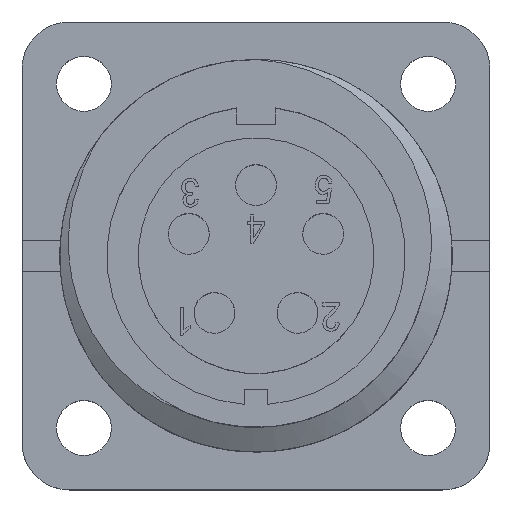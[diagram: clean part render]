
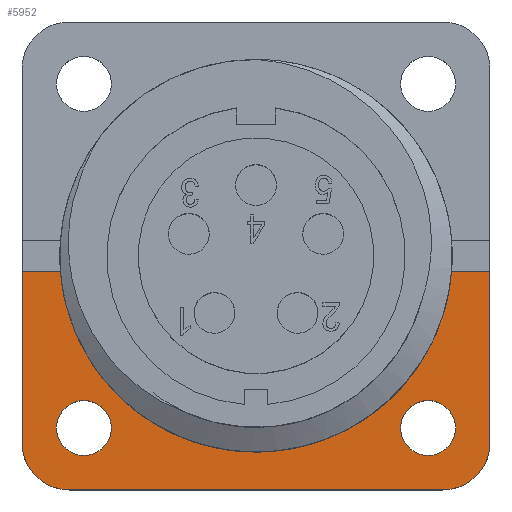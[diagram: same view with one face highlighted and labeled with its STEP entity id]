
A CAD part, top view. The second image highlights one B-rep face of the part: STEP entity #5952.
In plain terms, the highlighted planar face has unit normal (0, 0, 1).
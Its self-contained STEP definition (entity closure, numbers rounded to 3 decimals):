
#74 = LINE ( 'NONE', #6579, #6517 ) ;
#120 = CARTESIAN_POINT ( 'NONE',  ( 14.9, 11.9, 12.8 ) ) ;
#199 = CARTESIAN_POINT ( 'NONE',  ( 10.96, 10.96, 12.8 ) ) ;
#211 = AXIS2_PLACEMENT_3D ( 'NONE', #2321, #4589, #4084 ) ;
#289 = CARTESIAN_POINT ( 'NONE',  ( 12.71, 10.96, 12.8 ) ) ;
#303 = CARTESIAN_POINT ( 'NONE',  ( -10.96, 12.71, 12.8 ) ) ;
#320 = CARTESIAN_POINT ( 'NONE',  ( -14.9, 1., 12.8 ) ) ;
#323 = ORIENTED_EDGE ( 'NONE', *, *, #2020, .F. ) ;
#412 = AXIS2_PLACEMENT_3D ( 'NONE', #1165, #577, #2962 ) ;
#577 = DIRECTION ( 'NONE',  ( 0., 0., -1. ) ) ;
#578 = VECTOR ( 'NONE', #6493, 1000. ) ;
#647 = CARTESIAN_POINT ( 'NONE',  ( 0., 0., 12.8 ) ) ;
#666 = CARTESIAN_POINT ( 'NONE',  ( 14.9, 0., 12.8 ) ) ;
#715 = CARTESIAN_POINT ( 'NONE',  ( 12.46, 1., 12.8 ) ) ;
#863 = DIRECTION ( 'NONE',  ( -1., 0., 0. ) ) ;
#915 = EDGE_CURVE ( 'NONE', #2357, #6743, #7442, .T. ) ;
#996 = EDGE_LOOP ( 'NONE', ( #3394, #2430, #1312, #1733, #4908, #5636, #4496, #4310, #3652 ) ) ;
#1009 = EDGE_CURVE ( 'NONE', #7315, #4666, #6942, .T. ) ;
#1077 = VERTEX_POINT ( 'NONE', #715 ) ;
#1165 = CARTESIAN_POINT ( 'NONE',  ( 0., 0., 12.8 ) ) ;
#1308 = EDGE_CURVE ( 'NONE', #4666, #4243, #3869, .T. ) ;
#1312 = ORIENTED_EDGE ( 'NONE', *, *, #2405, .T. ) ;
#1343 = VECTOR ( 'NONE', #1401, 1000. ) ;
#1401 = DIRECTION ( 'NONE',  ( 0., -1., 0. ) ) ;
#1528 = VECTOR ( 'NONE', #7467, 1000. ) ;
#1583 = CARTESIAN_POINT ( 'NONE',  ( 14.9, 1., 12.8 ) ) ;
#1673 = VECTOR ( 'NONE', #5019, 1000. ) ;
#1708 = EDGE_CURVE ( 'NONE', #7315, #6535, #74, .T. ) ;
#1733 = ORIENTED_EDGE ( 'NONE', *, *, #915, .F. ) ;
#1787 = VERTEX_POINT ( 'NONE', #2594 ) ;
#2020 = EDGE_CURVE ( 'NONE', #6625, #4483, #3969, .T. ) ;
#2064 = DIRECTION ( 'NONE',  ( -1., 0., 0. ) ) ;
#2075 = DIRECTION ( 'NONE',  ( 0., 0., 1. ) ) ;
#2104 = DIRECTION ( 'NONE',  ( 0., 0., 1. ) ) ;
#2321 = CARTESIAN_POINT ( 'NONE',  ( 11.9, 11.9, 12.8 ) ) ;
#2357 = VERTEX_POINT ( 'NONE', #2576 ) ;
#2405 = EDGE_CURVE ( 'NONE', #5102, #6743, #3858, .T. ) ;
#2430 = ORIENTED_EDGE ( 'NONE', *, *, #7595, .T. ) ;
#2442 = EDGE_CURVE ( 'NONE', #3112, #7615, #7330, .T. ) ;
#2576 = CARTESIAN_POINT ( 'NONE',  ( -12.46, 1., 12.8 ) ) ;
#2594 = CARTESIAN_POINT ( 'NONE',  ( 12.077, 3.225, 12.8 ) ) ;
#2634 = LINE ( 'NONE', #3382, #1673 ) ;
#2718 = CARTESIAN_POINT ( 'NONE',  ( -11.9, 11.9, 12.8 ) ) ;
#2962 = DIRECTION ( 'NONE',  ( -1., 0., 0. ) ) ;
#3112 = VERTEX_POINT ( 'NONE', #7345 ) ;
#3125 = PLANE ( 'NONE',  #4672 ) ;
#3151 = CIRCLE ( 'NONE', #7142, 1.75 ) ;
#3247 = CARTESIAN_POINT ( 'NONE',  ( 10.96, 10.96, 12.8 ) ) ;
#3289 = CARTESIAN_POINT ( 'NONE',  ( 14.9, 14.9, 12.8 ) ) ;
#3304 = CARTESIAN_POINT ( 'NONE',  ( 14.9, 1., 12.8 ) ) ;
#3329 = EDGE_CURVE ( 'NONE', #7615, #3112, #4299, .T. ) ;
#3382 = CARTESIAN_POINT ( 'NONE',  ( 14.9, 1., 12.8 ) ) ;
#3394 = ORIENTED_EDGE ( 'NONE', *, *, #1308, .T. ) ;
#3533 = DIRECTION ( 'NONE',  ( 0., -1., 0. ) ) ;
#3630 = FACE_BOUND ( 'NONE', #4429, .T. ) ;
#3652 = ORIENTED_EDGE ( 'NONE', *, *, #1009, .T. ) ;
#3858 = LINE ( 'NONE', #4998, #1343 ) ;
#3869 = LINE ( 'NONE', #3289, #1528 ) ;
#3922 = EDGE_CURVE ( 'NONE', #2357, #1787, #4611, .T. ) ;
#3969 = CIRCLE ( 'NONE', #5342, 1.75 ) ;
#3998 = DIRECTION ( 'NONE',  ( 0., 0., 1. ) ) ;
#4084 = DIRECTION ( 'NONE',  ( -1., 0., 0. ) ) ;
#4117 = ORIENTED_EDGE ( 'NONE', *, *, #2442, .F. ) ;
#4178 = CIRCLE ( 'NONE', #6658, 3. ) ;
#4226 = FACE_OUTER_BOUND ( 'NONE', #996, .T. ) ;
#4243 = VERTEX_POINT ( 'NONE', #7010 ) ;
#4299 = CIRCLE ( 'NONE', #7551, 1.75 ) ;
#4310 = ORIENTED_EDGE ( 'NONE', *, *, #1708, .F. ) ;
#4370 = EDGE_LOOP ( 'NONE', ( #5682, #323 ) ) ;
#4371 = DIRECTION ( 'NONE',  ( 0., 0., 1. ) ) ;
#4429 = EDGE_LOOP ( 'NONE', ( #7715, #4117 ) ) ;
#4483 = VERTEX_POINT ( 'NONE', #289 ) ;
#4496 = ORIENTED_EDGE ( 'NONE', *, *, #5732, .F. ) ;
#4532 = CIRCLE ( 'NONE', #412, 12.5 ) ;
#4589 = DIRECTION ( 'NONE',  ( 0., 0., 1. ) ) ;
#4611 = CIRCLE ( 'NONE', #5601, 12.5 ) ;
#4666 = VERTEX_POINT ( 'NONE', #6487 ) ;
#4672 = AXIS2_PLACEMENT_3D ( 'NONE', #666, #5433, #6130 ) ;
#4850 = CARTESIAN_POINT ( 'NONE',  ( 9.21, 10.96, 12.8 ) ) ;
#4908 = ORIENTED_EDGE ( 'NONE', *, *, #3922, .T. ) ;
#4998 = CARTESIAN_POINT ( 'NONE',  ( -14.9, 0., 12.8 ) ) ;
#5019 = DIRECTION ( 'NONE',  ( -1., 0., 0. ) ) ;
#5102 = VERTEX_POINT ( 'NONE', #6219 ) ;
#5127 = DIRECTION ( 'NONE',  ( -1., 0., 0. ) ) ;
#5342 = AXIS2_PLACEMENT_3D ( 'NONE', #3247, #2075, #863 ) ;
#5433 = DIRECTION ( 'NONE',  ( 0., 0., 1. ) ) ;
#5454 = DIRECTION ( 'NONE',  ( -1., 0., 0. ) ) ;
#5601 = AXIS2_PLACEMENT_3D ( 'NONE', #647, #6548, #5454 ) ;
#5616 = DIRECTION ( 'NONE',  ( -1., 0., 0. ) ) ;
#5636 = ORIENTED_EDGE ( 'NONE', *, *, #7405, .T. ) ;
#5682 = ORIENTED_EDGE ( 'NONE', *, *, #7052, .F. ) ;
#5732 = EDGE_CURVE ( 'NONE', #6535, #1077, #2634, .T. ) ;
#5770 = DIRECTION ( 'NONE',  ( -1., 0., 0. ) ) ;
#5952 = ADVANCED_FACE ( 'NONE', ( #4226, #7266, #3630 ), #3125, .T. ) ;
#5959 = AXIS2_PLACEMENT_3D ( 'NONE', #7421, #2104, #5616 ) ;
#6130 = DIRECTION ( 'NONE',  ( -1., 0., 0. ) ) ;
#6219 = CARTESIAN_POINT ( 'NONE',  ( -14.9, 11.9, 12.8 ) ) ;
#6487 = CARTESIAN_POINT ( 'NONE',  ( 11.9, 14.9, 12.8 ) ) ;
#6493 = DIRECTION ( 'NONE',  ( -1., 0., 0. ) ) ;
#6517 = VECTOR ( 'NONE', #3533, 1000. ) ;
#6535 = VERTEX_POINT ( 'NONE', #3304 ) ;
#6548 = DIRECTION ( 'NONE',  ( 0., 0., -1. ) ) ;
#6579 = CARTESIAN_POINT ( 'NONE',  ( 14.9, 0., 12.8 ) ) ;
#6625 = VERTEX_POINT ( 'NONE', #4850 ) ;
#6658 = AXIS2_PLACEMENT_3D ( 'NONE', #2718, #7449, #5770 ) ;
#6743 = VERTEX_POINT ( 'NONE', #320 ) ;
#6942 = CIRCLE ( 'NONE', #211, 3. ) ;
#6999 = CARTESIAN_POINT ( 'NONE',  ( -10.96, 10.96, 12.8 ) ) ;
#7010 = CARTESIAN_POINT ( 'NONE',  ( -11.9, 14.9, 12.8 ) ) ;
#7052 = EDGE_CURVE ( 'NONE', #4483, #6625, #3151, .T. ) ;
#7142 = AXIS2_PLACEMENT_3D ( 'NONE', #199, #4371, #2064 ) ;
#7266 = FACE_BOUND ( 'NONE', #4370, .T. ) ;
#7315 = VERTEX_POINT ( 'NONE', #120 ) ;
#7330 = CIRCLE ( 'NONE', #5959, 1.75 ) ;
#7345 = CARTESIAN_POINT ( 'NONE',  ( -10.96, 9.21, 12.8 ) ) ;
#7405 = EDGE_CURVE ( 'NONE', #1787, #1077, #4532, .T. ) ;
#7421 = CARTESIAN_POINT ( 'NONE',  ( -10.96, 10.96, 12.8 ) ) ;
#7442 = LINE ( 'NONE', #1583, #578 ) ;
#7449 = DIRECTION ( 'NONE',  ( 0., 0., 1. ) ) ;
#7467 = DIRECTION ( 'NONE',  ( -1., 0., 0. ) ) ;
#7551 = AXIS2_PLACEMENT_3D ( 'NONE', #6999, #3998, #5127 ) ;
#7595 = EDGE_CURVE ( 'NONE', #4243, #5102, #4178, .T. ) ;
#7615 = VERTEX_POINT ( 'NONE', #303 ) ;
#7715 = ORIENTED_EDGE ( 'NONE', *, *, #3329, .F. ) ;
